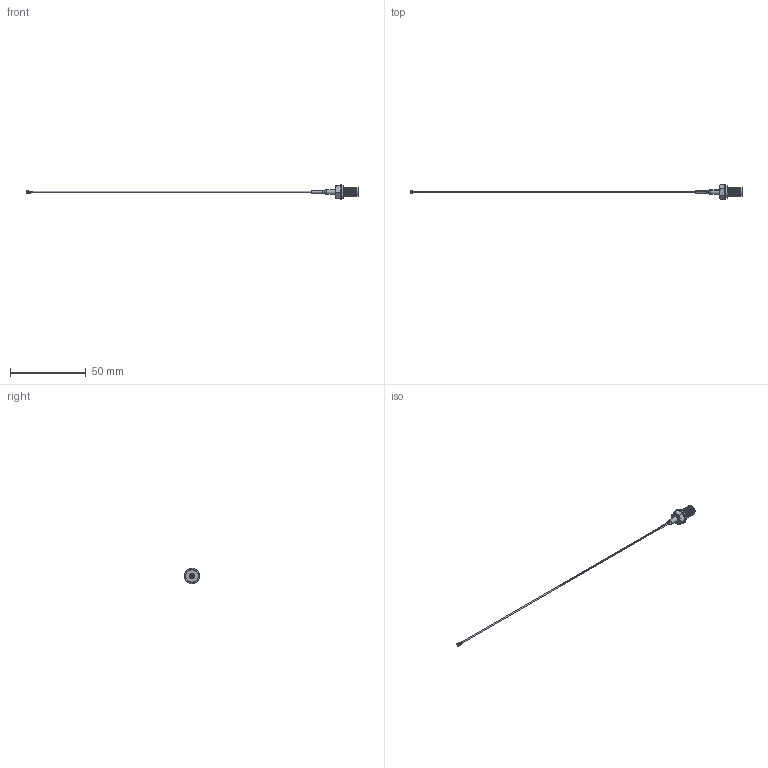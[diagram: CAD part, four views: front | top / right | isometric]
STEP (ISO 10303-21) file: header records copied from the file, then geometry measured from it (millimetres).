
FILE_DESCRIPTION (( 'STEP AP214' ), '1' );
FILE_NAME ('CAB.S02_Web.STEP', '2022-03-15T09:54:38', ( '' ), ( '' ), 'SwSTEP 2.0', 'SolidWorks 2018', '' );
FILE_SCHEMA (( 'AUTOMOTIVE_DESIGN' ));
Length unit declared in the file: millimetre
Products named in the file (1): CAB.S02_Web
Bounding box: 218.43 x 10.19 x 10.19 mm (x, y, z)
Surface area: 1311 mm2 (no closed solid volume)
Topology: 0 solids, 12 shells, 189 faces, 765 edges, 585 vertices
Faces by surface type: plane 70, cone 57, cylinder 38, bspline 17, torus 7
Entity records: 11007 total; most frequent: CARTESIAN_POINT 3401, ORIENTED_EDGE 1153, DIRECTION 916, EDGE_CURVE 765, VERTEX_POINT 585, B_SPLINE_CURVE_WITH_KNOTS 402, AXIS2_PLACEMENT_3D 380, CIRCLE 207
